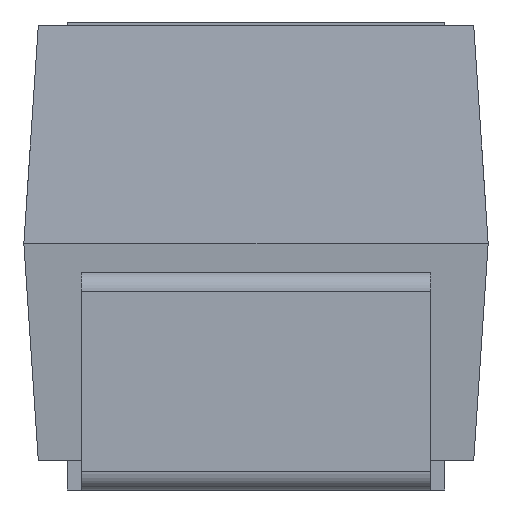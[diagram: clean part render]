
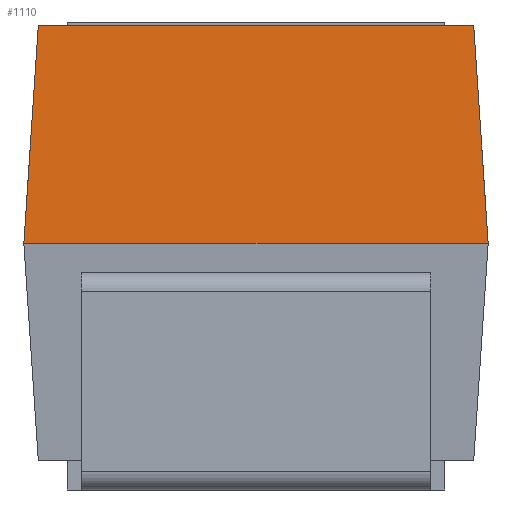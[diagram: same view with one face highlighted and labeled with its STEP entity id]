
A CAD part, left-side view. The second image highlights one B-rep face of the part: STEP entity #1110.
In plain terms, the highlighted planar face has unit normal (-0.998, 0, 0.067).
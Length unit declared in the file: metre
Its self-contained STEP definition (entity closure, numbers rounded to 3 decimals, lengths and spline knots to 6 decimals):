
#340=ORIENTED_EDGE('',*,*,#521,.T.);
#341=ORIENTED_EDGE('',*,*,#507,.F.);
#342=ORIENTED_EDGE('',*,*,#525,.T.);
#343=ORIENTED_EDGE('',*,*,#526,.F.);
#507=EDGE_CURVE('',#622,#619,#732,.T.);
#521=EDGE_CURVE('',#635,#619,#746,.T.);
#525=EDGE_CURVE('',#622,#636,#750,.F.);
#526=EDGE_CURVE('',#635,#636,#751,.T.);
#619=VERTEX_POINT('',#1837);
#622=VERTEX_POINT('',#1842);
#635=VERTEX_POINT('',#1873);
#636=VERTEX_POINT('',#1878);
#732=LINE('',#1843,#855);
#746=LINE('',#1872,#869);
#750=LINE('',#1879,#873);
#751=LINE('',#1881,#874);
#855=VECTOR('',#1523,1.);
#869=VECTOR('',#1543,1.);
#873=VECTOR('',#1549,1.);
#874=VECTOR('',#1552,1.);
#939=EDGE_LOOP('',(#340,#341,#342,#343));
#1002=FACE_BOUND('',#939,.T.);
#1048=PLANE('',#1255);
#1110=ADVANCED_FACE('',(#1002),#1048,.F.);
#1255=AXIS2_PLACEMENT_3D('',#1880,#1550,#1551);
#1523=DIRECTION('',(0.,-1.,0.));
#1543=DIRECTION('',(0.066,0.066,0.996));
#1549=DIRECTION('',(0.066,-0.066,0.996));
#1550=DIRECTION('',(0.998,0.,-0.067));
#1551=DIRECTION('',(0.,1.,0.));
#1552=DIRECTION('',(0.,1.,0.));
#1837=CARTESIAN_POINT('',(-0.00145,-0.00075,0.0016));
#1842=CARTESIAN_POINT('',(-0.00145,0.00075,0.0016));
#1843=CARTESIAN_POINT('',(-0.00145,0.,0.0016));
#1872=CARTESIAN_POINT('',(-0.001444,-0.000744,0.001696));
#1873=CARTESIAN_POINT('',(-0.0015,-0.0008,0.00085));
#1878=CARTESIAN_POINT('',(-0.0015,0.0008,0.00085));
#1879=CARTESIAN_POINT('',(-0.001493,0.000793,0.000949));
#1880=CARTESIAN_POINT('',(-0.0015,0.,0.00085));
#1881=CARTESIAN_POINT('',(-0.0015,0.,0.00085));
